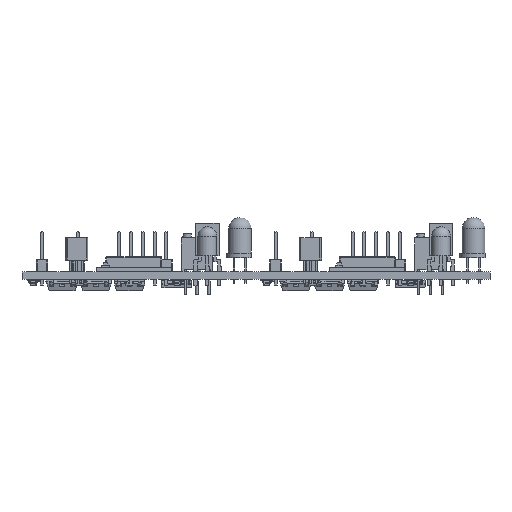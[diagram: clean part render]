
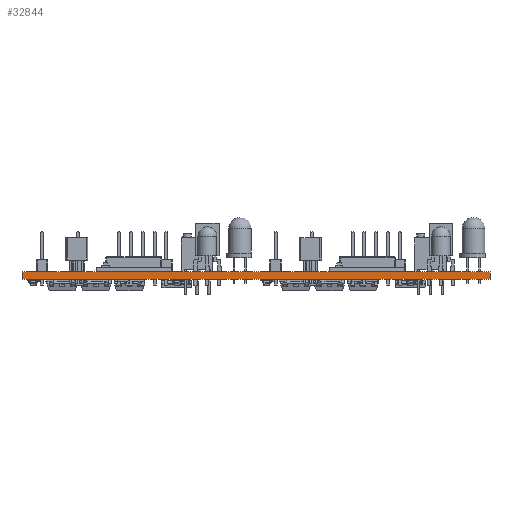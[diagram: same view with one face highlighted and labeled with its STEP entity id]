
A CAD part, front view. The second image highlights one B-rep face of the part: STEP entity #32844.
In plain terms, the highlighted planar face has unit normal (0, -1, 0).
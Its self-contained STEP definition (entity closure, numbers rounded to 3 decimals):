
#32844 = ADVANCED_FACE('',(#32845),#32879,.T.);
#32845 = FACE_BOUND('',#32846,.T.);
#32846 = EDGE_LOOP('',(#32847,#32857,#32865,#32873));
#32847 = ORIENTED_EDGE('',*,*,#32848,.T.);
#32848 = EDGE_CURVE('',#32849,#32851,#32853,.T.);
#32849 = VERTEX_POINT('',#32850);
#32850 = CARTESIAN_POINT('',(177.625,-154.925,0.));
#32851 = VERTEX_POINT('',#32852);
#32852 = CARTESIAN_POINT('',(177.625,-154.925,1.6));
#32853 = LINE('',#32854,#32855);
#32854 = CARTESIAN_POINT('',(177.625,-154.925,0.));
#32855 = VECTOR('',#32856,1.);
#32856 = DIRECTION('',(0.,0.,1.));
#32857 = ORIENTED_EDGE('',*,*,#32858,.T.);
#32858 = EDGE_CURVE('',#32851,#32859,#32861,.T.);
#32859 = VERTEX_POINT('',#32860);
#32860 = CARTESIAN_POINT('',(77.575,-154.925,1.6));
#32861 = LINE('',#32862,#32863);
#32862 = CARTESIAN_POINT('',(177.625,-154.925,1.6));
#32863 = VECTOR('',#32864,1.);
#32864 = DIRECTION('',(-1.,0.,0.));
#32865 = ORIENTED_EDGE('',*,*,#32866,.F.);
#32866 = EDGE_CURVE('',#32867,#32859,#32869,.T.);
#32867 = VERTEX_POINT('',#32868);
#32868 = CARTESIAN_POINT('',(77.575,-154.925,0.));
#32869 = LINE('',#32870,#32871);
#32870 = CARTESIAN_POINT('',(77.575,-154.925,0.));
#32871 = VECTOR('',#32872,1.);
#32872 = DIRECTION('',(0.,0.,1.));
#32873 = ORIENTED_EDGE('',*,*,#32874,.F.);
#32874 = EDGE_CURVE('',#32849,#32867,#32875,.T.);
#32875 = LINE('',#32876,#32877);
#32876 = CARTESIAN_POINT('',(177.625,-154.925,0.));
#32877 = VECTOR('',#32878,1.);
#32878 = DIRECTION('',(-1.,0.,0.));
#32879 = PLANE('',#32880);
#32880 = AXIS2_PLACEMENT_3D('',#32881,#32882,#32883);
#32881 = CARTESIAN_POINT('',(177.625,-154.925,0.));
#32882 = DIRECTION('',(0.,-1.,0.));
#32883 = DIRECTION('',(-1.,0.,0.));
